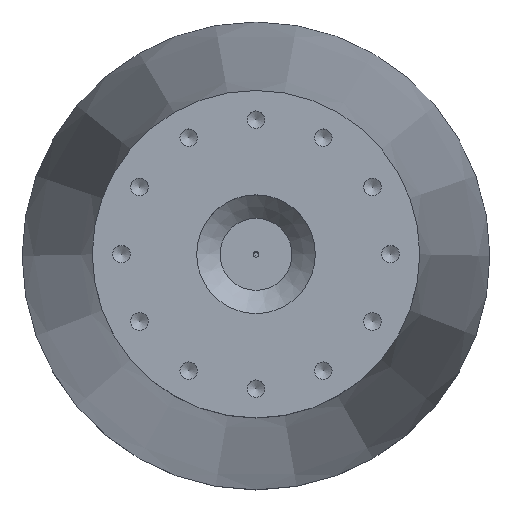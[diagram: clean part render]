
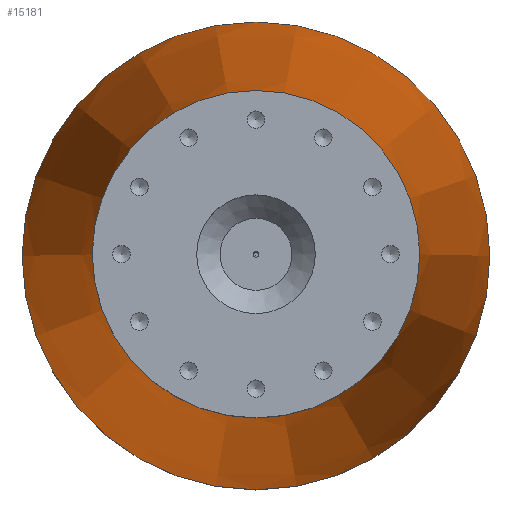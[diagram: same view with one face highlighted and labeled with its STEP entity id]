
A CAD part, top view. The second image highlights one B-rep face of the part: STEP entity #15181.
In plain terms, the highlighted conical face has half-angle 4.574 degrees and reference radius 40 mm.
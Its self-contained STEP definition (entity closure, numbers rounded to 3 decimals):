
#761=CONICAL_SURFACE('',#16798,40.,0.08);
#1848=FACE_OUTER_BOUND('',#2904,.T.);
#2904=EDGE_LOOP('',(#12609,#12610,#12611,#12612,#12613));
#3959=CIRCLE('',#16762,28.);
#3963=CIRCLE('',#16769,40.);
#3964=CIRCLE('',#16770,40.);
#5023=LINE('',#31987,#5782);
#5782=VECTOR('',#20072,40.);
#7192=VERTEX_POINT('',#31703);
#7196=VERTEX_POINT('',#31716);
#7197=VERTEX_POINT('',#31718);
#9069=EDGE_CURVE('',#7192,#7192,#3959,.T.);
#9075=EDGE_CURVE('',#7197,#7196,#3963,.T.);
#9076=EDGE_CURVE('',#7196,#7197,#3964,.T.);
#9113=EDGE_CURVE('',#7192,#7197,#5023,.T.);
#12609=ORIENTED_EDGE('',*,*,#9069,.T.);
#12610=ORIENTED_EDGE('',*,*,#9113,.T.);
#12611=ORIENTED_EDGE('',*,*,#9075,.T.);
#12612=ORIENTED_EDGE('',*,*,#9076,.T.);
#12613=ORIENTED_EDGE('',*,*,#9113,.F.);
#15181=ADVANCED_FACE('',(#1848),#761,.T.);
#16762=AXIS2_PLACEMENT_3D('',#31705,#19985,#19986);
#16769=AXIS2_PLACEMENT_3D('',#31719,#20001,#20002);
#16770=AXIS2_PLACEMENT_3D('',#31720,#20003,#20004);
#16798=AXIS2_PLACEMENT_3D('',#31986,#20070,#20071);
#19985=DIRECTION('center_axis',(0.,0.,-1.));
#19986=DIRECTION('ref_axis',(-1.,0.,0.));
#20001=DIRECTION('center_axis',(0.,0.,1.));
#20002=DIRECTION('ref_axis',(-1.,0.,0.));
#20003=DIRECTION('center_axis',(0.,0.,1.));
#20004=DIRECTION('ref_axis',(-1.,0.,0.));
#20070=DIRECTION('center_axis',(0.,0.,-1.));
#20071=DIRECTION('ref_axis',(-1.,0.,0.));
#20072=DIRECTION('',(0.08,0.,-0.997));
#31703=CARTESIAN_POINT('',(28.,0.,150.));
#31705=CARTESIAN_POINT('Origin',(0.,0.,150.));
#31716=CARTESIAN_POINT('',(-40.,0.,0.));
#31718=CARTESIAN_POINT('',(40.,0.,0.));
#31719=CARTESIAN_POINT('Origin',(0.,0.,0.));
#31720=CARTESIAN_POINT('Origin',(0.,0.,0.));
#31986=CARTESIAN_POINT('Origin',(0.,0.,0.));
#31987=CARTESIAN_POINT('',(40.,0.,0.));
